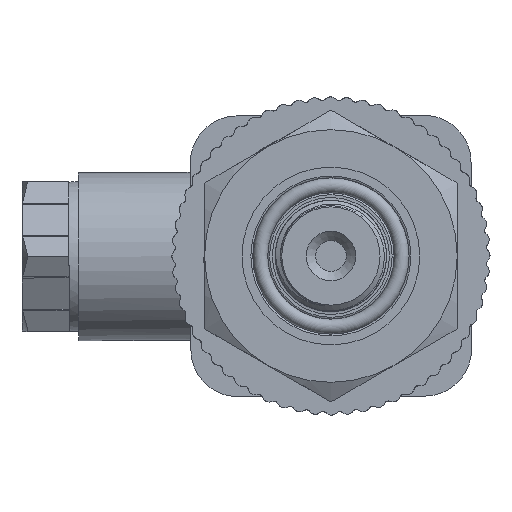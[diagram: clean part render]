
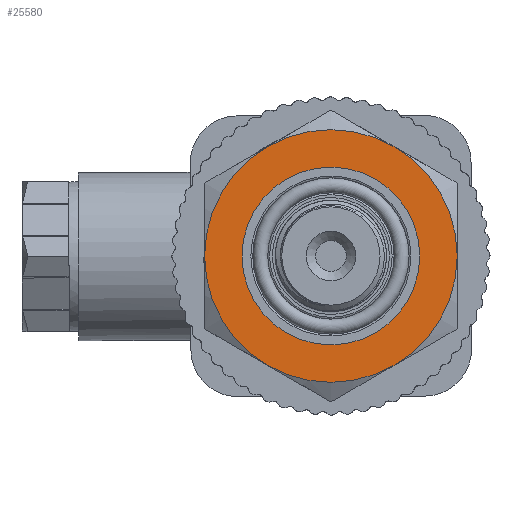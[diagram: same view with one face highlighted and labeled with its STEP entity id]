
A CAD part, left-side view. The second image highlights one B-rep face of the part: STEP entity #25580.
In plain terms, the highlighted face is planar.
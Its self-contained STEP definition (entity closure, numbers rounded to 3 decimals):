
#507=FACE_BOUND('',#4563,.T.);
#1651=PLANE('',#27009);
#3063=FACE_OUTER_BOUND('',#4562,.T.);
#4562=EDGE_LOOP('',(#23954));
#4563=EDGE_LOOP('',(#23955));
#4985=CIRCLE('',#26972,13.5);
#5008=CIRCLE('',#27010,9.5);
#12522=VERTEX_POINT('',#64216);
#12540=VERTEX_POINT('',#64279);
#16316=EDGE_CURVE('',#12522,#12522,#4985,.T.);
#16346=EDGE_CURVE('',#12540,#12540,#5008,.T.);
#23954=ORIENTED_EDGE('',*,*,#16316,.T.);
#23955=ORIENTED_EDGE('',*,*,#16346,.F.);
#25580=ADVANCED_FACE('',(#3063,#507),#1651,.T.);
#26972=AXIS2_PLACEMENT_3D('',#64217,#31516,#31517);
#27009=AXIS2_PLACEMENT_3D('',#64278,#31597,#31598);
#27010=AXIS2_PLACEMENT_3D('',#64280,#31599,#31600);
#31516=DIRECTION('center_axis',(1.,0.,0.));
#31517=DIRECTION('ref_axis',(0.,0.,-1.));
#31597=DIRECTION('center_axis',(1.,0.,0.));
#31598=DIRECTION('ref_axis',(0.,0.,-1.));
#31599=DIRECTION('center_axis',(1.,0.,0.));
#31600=DIRECTION('ref_axis',(0.,0.,-1.));
#64216=CARTESIAN_POINT('',(-14.,-13.5,0.));
#64217=CARTESIAN_POINT('Origin',(-14.,0.,0.));
#64278=CARTESIAN_POINT('Origin',(-14.,9.5,0.));
#64279=CARTESIAN_POINT('',(-14.,-9.5,0.));
#64280=CARTESIAN_POINT('Origin',(-14.,0.,0.));
